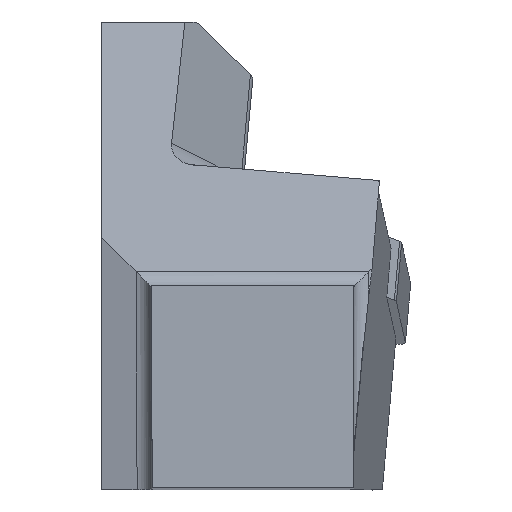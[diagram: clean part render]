
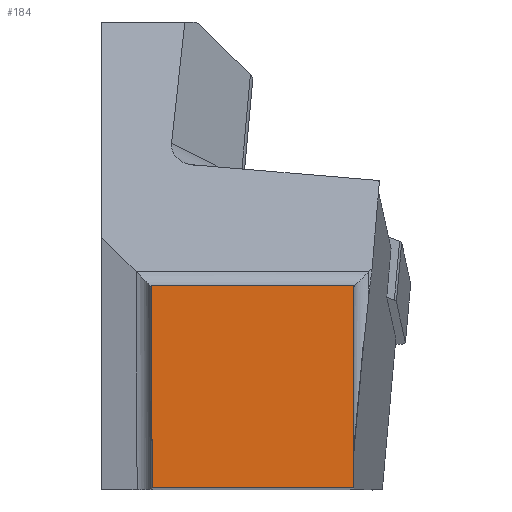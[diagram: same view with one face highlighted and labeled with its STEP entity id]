
A CAD part, top view. The second image highlights one B-rep face of the part: STEP entity #184.
In plain terms, the highlighted planar face has unit normal (0, 0, 1).
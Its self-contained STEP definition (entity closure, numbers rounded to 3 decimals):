
#140=FACE_OUTER_BOUND('',#425,.T.);
#184=ADVANCED_FACE('SHANK_FACE_BACK',(#140),#224,.F.);
#224=PLANE('',#1002);
#281=LINE('',#1505,#358);
#292=LINE('',#1531,#369);
#293=LINE('',#1533,#370);
#294=LINE('',#1535,#371);
#358=VECTOR('',#1170,1.);
#369=VECTOR('',#1193,1.);
#370=VECTOR('',#1194,1.);
#371=VECTOR('',#1195,1.);
#425=EDGE_LOOP('',(#568,#569,#570,#571));
#568=ORIENTED_EDGE('',*,*,#831,.F.);
#569=ORIENTED_EDGE('',*,*,#817,.T.);
#570=ORIENTED_EDGE('',*,*,#832,.T.);
#571=ORIENTED_EDGE('',*,*,#833,.F.);
#728=VERTEX_POINT('',#1504);
#729=VERTEX_POINT('',#1506);
#738=VERTEX_POINT('',#1532);
#739=VERTEX_POINT('',#1534);
#817=EDGE_CURVE('',#729,#728,#281,.T.);
#831=EDGE_CURVE('',#729,#738,#292,.T.);
#832=EDGE_CURVE('',#728,#739,#293,.T.);
#833=EDGE_CURVE('',#738,#739,#294,.T.);
#1002=AXIS2_PLACEMENT_3D('',#1536,#1196,#1197);
#1170=DIRECTION('',(1.,0.,0.));
#1193=DIRECTION('',(-0.004,1.,0.));
#1194=DIRECTION('',(0.,1.,0.));
#1195=DIRECTION('',(1.,0.,0.));
#1196=DIRECTION('',(0.,0.,-1.));
#1197=DIRECTION('',(-0.996,0.089,0.));
#1504=CARTESIAN_POINT('',(15.875,0.,0.));
#1505=CARTESIAN_POINT('',(-5.108,0.,0.));
#1506=CARTESIAN_POINT('',(0.069,0.,0.));
#1531=CARTESIAN_POINT('',(0.593,-120.144,0.));
#1532=CARTESIAN_POINT('',(0.,15.875,0.));
#1533=CARTESIAN_POINT('',(15.875,-6.294,0.));
#1534=CARTESIAN_POINT('',(15.875,15.875,0.));
#1535=CARTESIAN_POINT('',(-5.108,15.875,0.));
#1536=CARTESIAN_POINT('',(0.,0.,
0.));
